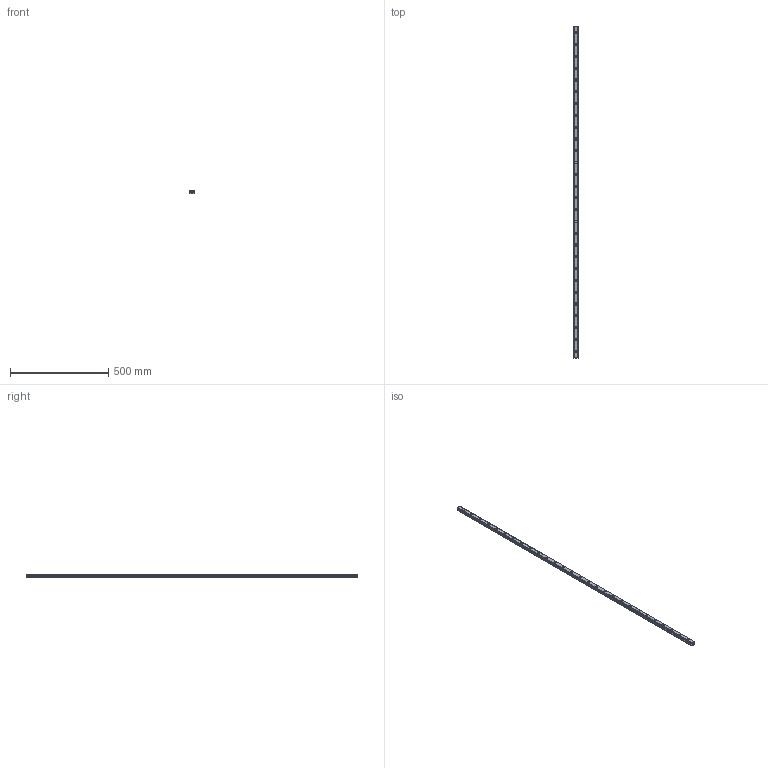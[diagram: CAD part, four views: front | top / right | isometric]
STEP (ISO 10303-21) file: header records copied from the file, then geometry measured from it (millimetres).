
FILE_DESCRIPTION(('STEP AP214'),'1');
FILE_NAME('cctmp_2675BA2D-AF48-42B5-8FFA-D737A41A2BF0_2021_02_10_08_43_29_0891..stp','2021-02-10T07:43:30',('HIWIN GmbH'),('CADClick - www.CADClick.com'),'Spatial InterOp 3D',' ','unknown authorization');
FILE_SCHEMA(('AUTOMOTIVE_DESIGN'));
Length unit declared in the file: millimetre
Products named in the file (1): EGR25R1690C_FILE
Bounding box: 23 x 1690 x 18 mm (x, y, z)
Volume: 581440.7 mm3; surface area: 157254.8 mm2
Topology: 1 solids, 1 shells, 441 faces, 1137 edges, 758 vertices
Faces by surface type: plane 253, cylinder 188
Entity records: 17283 total; most frequent: DIRECTION 2621, CARTESIAN_POINT 2337, ORIENTED_EDGE 2274, EDGE_CURVE 1137, AXIS2_PLACEMENT_3D 1042, VERTEX_POINT 758, LINE 537, VECTOR 537
